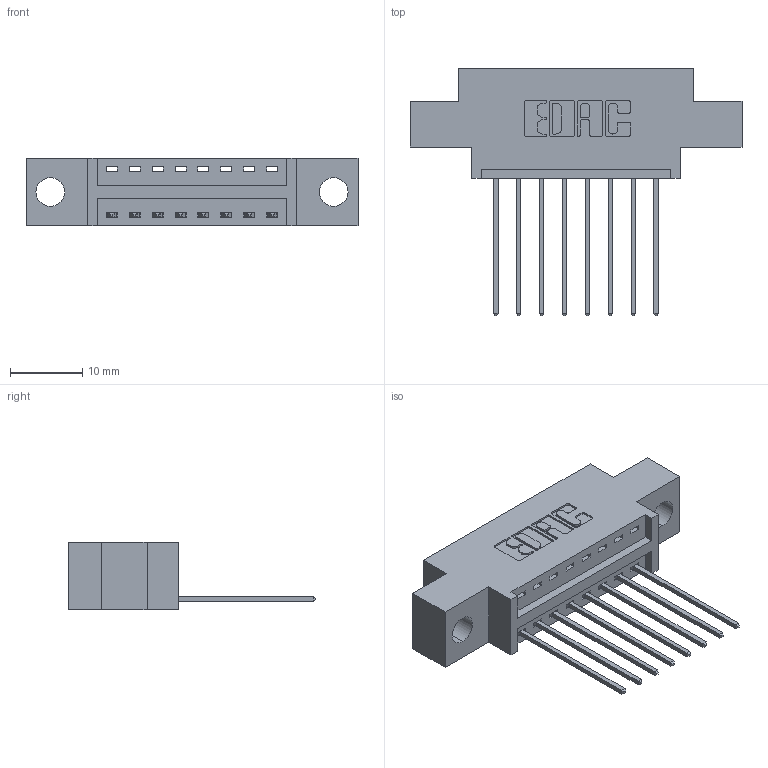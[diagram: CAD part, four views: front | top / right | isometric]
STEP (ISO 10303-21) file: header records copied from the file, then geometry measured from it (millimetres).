
FILE_DESCRIPTION (( 'STEP AP203' ), '1' );
FILE_NAME ('346-008-541-604.STEP', '2022-05-04T21:26:33', ( '' ), ( '' ), 'SwSTEP 2.0', 'SolidWorks 2020', '' );
FILE_SCHEMA (( 'CONFIG_CONTROL_DESIGN' ));
Length unit declared in the file: inch
Products named in the file (3): 345-292-001_345-293-141; 346 Part_0.170 Offset - 0.156 Dia-TH; 346-008-541-604
Assembly tree (9 placements, depth 2):
  346-008-541-604
    346 Part_0.170 Offset - 0.156 Dia-TH
    345-292-001_345-293-141  x8
Bounding box: 45.97 x 34.29 x 9.4 mm (x, y, z)
Volume: 3932.3 mm3; surface area: 4703.3 mm2
Topology: 9 solids, 9 shells, 604 faces, 1785 edges, 1178 vertices
Faces by surface type: plane 414, cylinder 190
Entity records: 10111 total; most frequent: CARTESIAN_POINT 1754, ORIENTED_EDGE 1694, DIRECTION 1587, EDGE_CURVE 847, LINE 683, VECTOR 683, VERTEX_POINT 562, AXIS2_PLACEMENT_3D 452
